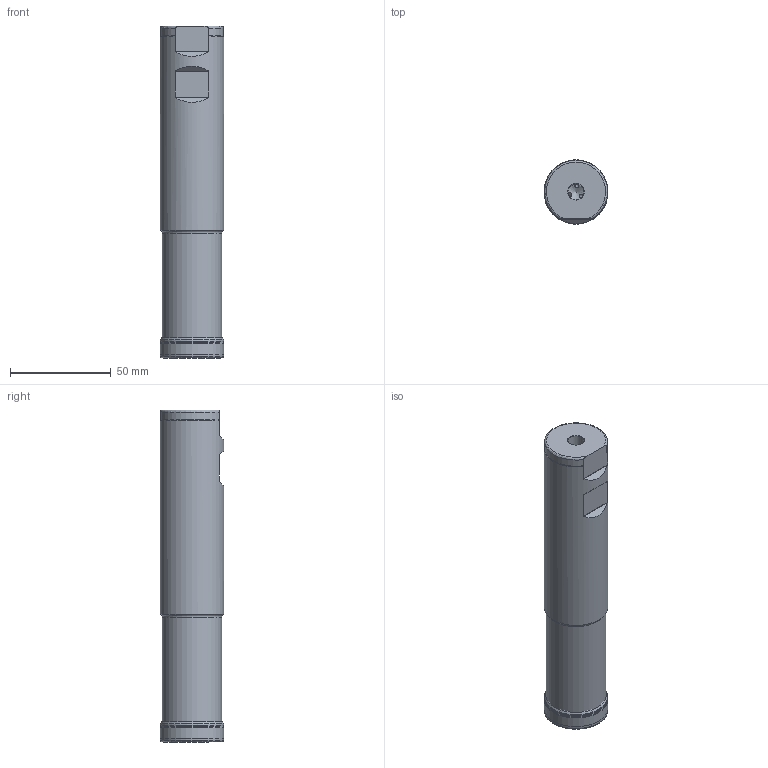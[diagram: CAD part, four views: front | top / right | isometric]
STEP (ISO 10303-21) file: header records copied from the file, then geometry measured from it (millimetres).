
FILE_DESCRIPTION(/* description */ (''),/* implementation_level */ '2;1');
FILE_NAME(/* name */ 'E-CATALOG-E90-TP11-D125Z3W125-L650I.stp',/* time_stamp */ '2023-10-17T16:09:33+09:00',/* author */ (''),/* organization */ (''),/* preprocessor_version */ 'ST-DEVELOPER v16',/* originating_system */ 'SIEMENS PLM Software NX 10.0',/* authorisation */ '');
FILE_SCHEMA (('AP203_CONFIGURATION_CONTROLLED_3D_DESIGN_OF_MECHANICAL_PARTS_AND_ASSEMBLIES_MIM_LF { 1 0 10303 403 2 1 2}'));
Length unit declared in the file: millimetre
Products named in the file (1): 10222DA0A397nvi5
Bounding box: 31.81 x 31.81 x 165.13 mm (x, y, z)
Volume: 115670.2 mm3; surface area: 23904.3 mm2
Topology: 1 solids, 2 shells, 63 faces, 185 edges, 143 vertices
Faces by surface type: revolution 23, cylinder 14, torus 10, plane 8, cone 8
Full cylindrical faces by diameter (mm): 1.5 x1, 2 x3, 2.4 x3, 8 x1, 29.75 x1, 31.75 x1
Entity records: 2371 total; most frequent: CARTESIAN_POINT 1043, DIRECTION 234, ORIENTED_EDGE 186, EDGE_LOOP 114, FACE_BOUND 105, AXIS2_PLACEMENT_3D 99, EDGE_CURVE 93, VERTEX_POINT 79
